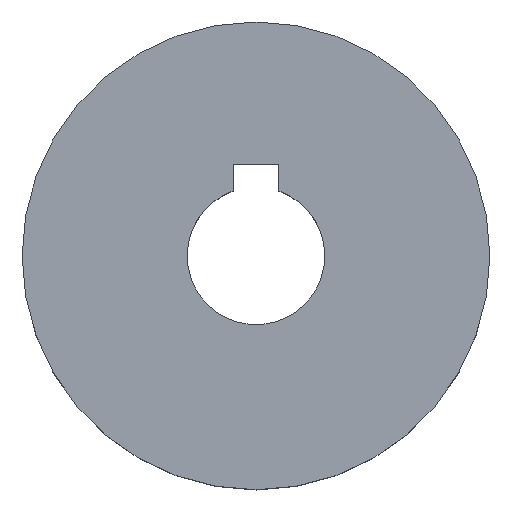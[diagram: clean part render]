
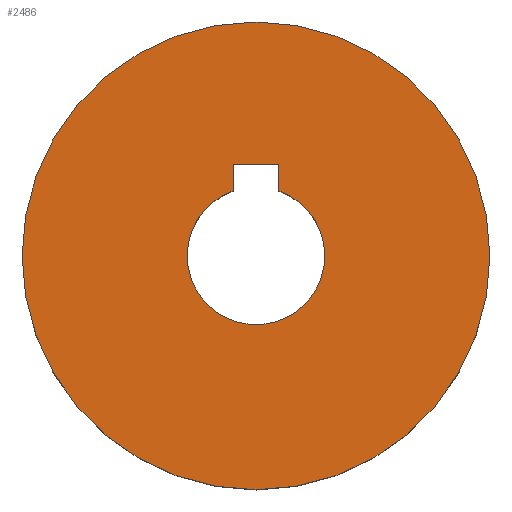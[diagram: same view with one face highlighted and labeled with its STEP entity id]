
A CAD part, top view. The second image highlights one B-rep face of the part: STEP entity #2486.
In plain terms, the highlighted planar face has unit normal (0, 0, 1).
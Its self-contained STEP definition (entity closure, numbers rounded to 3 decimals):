
#16=FACE_BOUND('',#233,.T.);
#27=PLANE('',#2631);
#97=FACE_OUTER_BOUND('',#232,.T.);
#232=EDGE_LOOP('',(#1673));
#233=EDGE_LOOP('',(#1674,#1675,#1676,#1677));
#371=CIRCLE('',#2632,25.5);
#372=CIRCLE('',#2633,7.5);
#504=LINE('',#3693,#758);
#508=LINE('',#3700,#762);
#511=LINE('',#3706,#765);
#758=VECTOR('',#2907,10.);
#762=VECTOR('',#2913,10.);
#765=VECTOR('',#2918,10.);
#1013=VERTEX_POINT('',#3690);
#1014=VERTEX_POINT('',#3692);
#1016=VERTEX_POINT('',#3698);
#1018=VERTEX_POINT('',#3704);
#1019=VERTEX_POINT('',#3708);
#1273=EDGE_CURVE('',#1014,#1013,#504,.T.);
#1277=EDGE_CURVE('',#1013,#1016,#508,.T.);
#1280=EDGE_CURVE('',#1016,#1018,#511,.T.);
#1281=EDGE_CURVE('',#1019,#1019,#371,.T.);
#1282=EDGE_CURVE('',#1018,#1014,#372,.T.);
#1673=ORIENTED_EDGE('',*,*,#1281,.F.);
#1674=ORIENTED_EDGE('',*,*,#1273,.T.);
#1675=ORIENTED_EDGE('',*,*,#1277,.T.);
#1676=ORIENTED_EDGE('',*,*,#1280,.T.);
#1677=ORIENTED_EDGE('',*,*,#1282,.T.);
#2486=ADVANCED_FACE('',(#97,#16),#27,.F.);
#2631=AXIS2_PLACEMENT_3D('',#3707,#2919,#2920);
#2632=AXIS2_PLACEMENT_3D('',#3709,#2921,#2922);
#2633=AXIS2_PLACEMENT_3D('',#3710,#2923,#2924);
#2907=DIRECTION('',(0.,1.,0.));
#2913=DIRECTION('',(1.,0.,0.));
#2918=DIRECTION('',(0.,-1.,0.));
#2919=DIRECTION('center_axis',(0.,0.,-1.));
#2920=DIRECTION('ref_axis',(-1.,0.,0.));
#2921=DIRECTION('center_axis',(0.,0.,-1.));
#2922=DIRECTION('ref_axis',(-1.,0.,0.));
#2923=DIRECTION('center_axis',(0.,0.,-1.));
#2924=DIRECTION('ref_axis',(1.,0.,0.));
#3690=CARTESIAN_POINT('',(-2.5,10.,21.));
#3692=CARTESIAN_POINT('',(-2.5,7.071,21.));
#3693=CARTESIAN_POINT('',(-2.5,3.536,21.));
#3698=CARTESIAN_POINT('',(2.5,10.,21.));
#3700=CARTESIAN_POINT('',(-1.25,10.,21.));
#3704=CARTESIAN_POINT('',(2.5,7.071,21.));
#3706=CARTESIAN_POINT('',(2.5,5.,21.));
#3707=CARTESIAN_POINT('Origin',(0.,0.,21.));
#3708=CARTESIAN_POINT('',(25.5,0.,21.));
#3709=CARTESIAN_POINT('Origin',(0.,0.,21.));
#3710=CARTESIAN_POINT('Origin',(0.,0.,21.));
